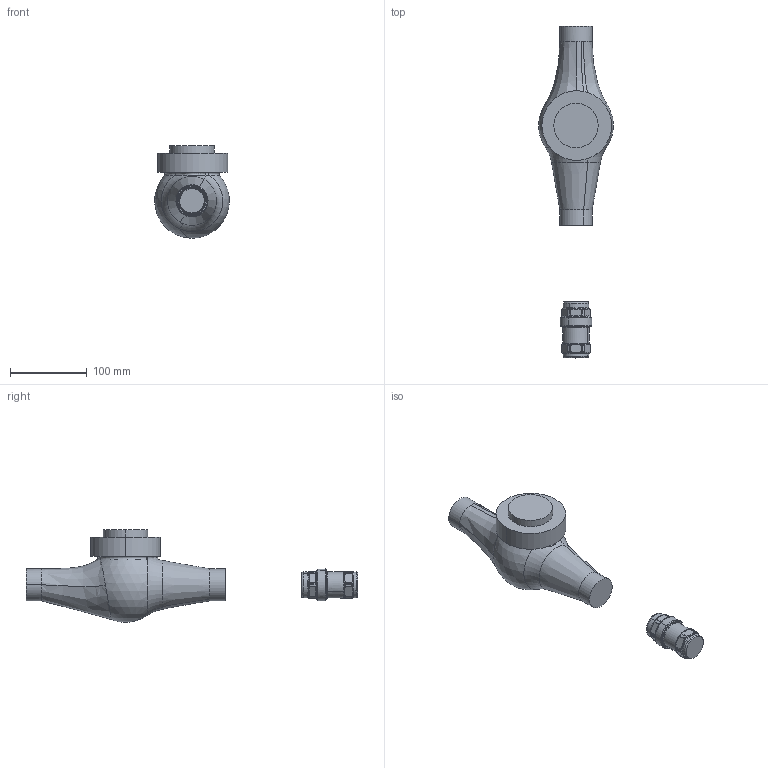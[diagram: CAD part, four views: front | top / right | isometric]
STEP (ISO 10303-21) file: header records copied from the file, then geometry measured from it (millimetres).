
FILE_DESCRIPTION(('CATIA V5 STEP Exchange','CAx-IF Rec.Pracs.--- Model Styling and Organization---1.4--- 2014-01-23','CAx-IF Rec.Pracs.---3D Tessellated Data Validation Properties---0.5---2014-09-14'),'2;1');
FILE_NAME('STEP_755826_006_-_TST.stp','2020-12-02T17:01:14+00:00',('none'),('none'),'CATIA Version 5-6 Release 2019 SP3','CATIA V5 STEP AP242 v1','none');
FILE_SCHEMA(('AP242_MANAGED_MODEL_BASED_3D_ENGINEERING_MIM_LF {1 0 10303 442 1 1 4}'));
Length unit declared in the file: millimetre
Products named in the file (1): 755826 006 - TST
Bounding box: 97.82 x 433.3 x 121 mm (x, y, z)
Volume: 1020398.2 mm3; surface area: 80724 mm2
Topology: 1 solids, 250 shells, 295 faces, 1267 edges, 1223 vertices
Faces by surface type: bspline 190, torus 72, plane 20, cylinder 8, sphere 3, cone 2
Entity records: 25653 total; most frequent: CARTESIAN_POINT 17676, ORIENTED_EDGE 1355, EDGE_CURVE 1265, VERTEX_POINT 1223, B_SPLINE_CURVE_WITH_KNOTS 931, DIRECTION 506, AXIS2_PLACEMENT_3D 387, CIRCLE 300
